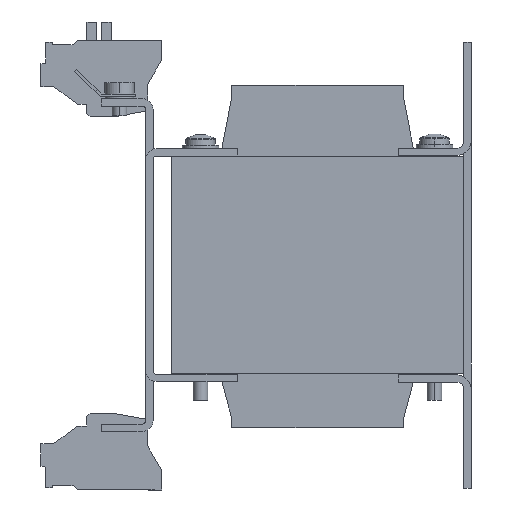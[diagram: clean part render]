
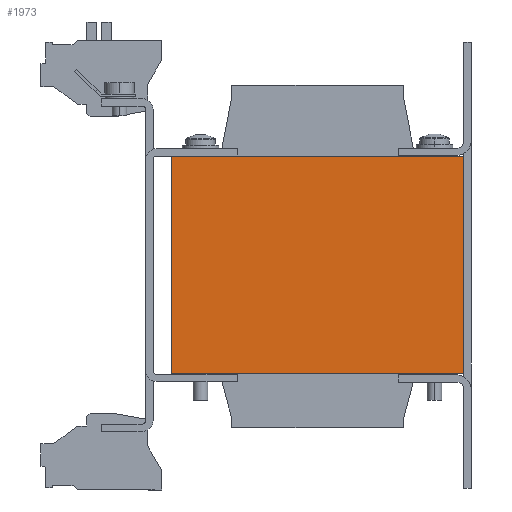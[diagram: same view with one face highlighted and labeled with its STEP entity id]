
A CAD part, left-side view. The second image highlights one B-rep face of the part: STEP entity #1973.
In plain terms, the highlighted planar face has unit normal (-1, 0, 0).
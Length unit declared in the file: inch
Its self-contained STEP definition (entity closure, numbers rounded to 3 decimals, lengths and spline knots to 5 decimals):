
#211 = LINE ( 'NONE', #7101, #6623 ) ;
#328 = ORIENTED_EDGE ( 'NONE', *, *, #10845, .T. ) ;
#768 = VERTEX_POINT ( 'NONE', #878 ) ;
#878 = CARTESIAN_POINT ( 'NONE',  ( -1.88976, -1.5748, -1.17126 ) ) ;
#990 = VECTOR ( 'NONE', #8061, 39.37008 ) ;
#1411 = DIRECTION ( 'NONE',  ( 0., 0., -1. ) ) ;
#1851 = EDGE_CURVE ( 'NONE', #10671, #9926, #211, .T. ) ;
#1963 = EDGE_CURVE ( 'NONE', #768, #9394, #9146, .T. ) ;
#1973 = ADVANCED_FACE ( 'NONE', ( #6553 ), #5717, .F. ) ;
#2155 = CARTESIAN_POINT ( 'NONE',  ( -1.88976, 0., -1.17126 ) ) ;
#2255 = DIRECTION ( 'NONE',  ( 0., 0., 1. ) ) ;
#2622 = DIRECTION ( 'NONE',  ( 0., -1., 0. ) ) ;
#2928 = DIRECTION ( 'NONE',  ( 0., 0., 1. ) ) ;
#4738 = LINE ( 'NONE', #2155, #990 ) ;
#4772 = CARTESIAN_POINT ( 'NONE',  ( -1.88976, 0., 1.17126 ) ) ;
#5247 = CARTESIAN_POINT ( 'NONE',  ( -1.88976, 0., 1.17126 ) ) ;
#5717 = PLANE ( 'NONE',  #7146 ) ;
#6061 = EDGE_LOOP ( 'NONE', ( #6751, #7065, #6291, #328 ) ) ;
#6291 = ORIENTED_EDGE ( 'NONE', *, *, #1851, .F. ) ;
#6553 = FACE_OUTER_BOUND ( 'NONE', #6061, .T. ) ;
#6623 = VECTOR ( 'NONE', #2928, 39.37008 ) ;
#6751 = ORIENTED_EDGE ( 'NONE', *, *, #1963, .T. ) ;
#6961 = VECTOR ( 'NONE', #2255, 39.37008 ) ;
#7013 = LINE ( 'NONE', #5247, #9679 ) ;
#7065 = ORIENTED_EDGE ( 'NONE', *, *, #10764, .F. ) ;
#7101 = CARTESIAN_POINT ( 'NONE',  ( -1.88976, 1.57484, 1.17126 ) ) ;
#7146 = AXIS2_PLACEMENT_3D ( 'NONE', #4772, #9042, #1411 ) ;
#7678 = CARTESIAN_POINT ( 'NONE',  ( -1.88976, 1.57484, -1.17126 ) ) ;
#8061 = DIRECTION ( 'NONE',  ( 0., -1., 0. ) ) ;
#8761 = CARTESIAN_POINT ( 'NONE',  ( -1.88976, 1.57484, 1.17126 ) ) ;
#9042 = DIRECTION ( 'NONE',  ( 1., 0., 0. ) ) ;
#9146 = LINE ( 'NONE', #9877, #6961 ) ;
#9394 = VERTEX_POINT ( 'NONE', #10787 ) ;
#9679 = VECTOR ( 'NONE', #2622, 39.37008 ) ;
#9877 = CARTESIAN_POINT ( 'NONE',  ( -1.88976, -1.5748, 1.17126 ) ) ;
#9926 = VERTEX_POINT ( 'NONE', #8761 ) ;
#10671 = VERTEX_POINT ( 'NONE', #7678 ) ;
#10764 = EDGE_CURVE ( 'NONE', #9926, #9394, #7013, .T. ) ;
#10787 = CARTESIAN_POINT ( 'NONE',  ( -1.88976, -1.5748, 1.17126 ) ) ;
#10845 = EDGE_CURVE ( 'NONE', #10671, #768, #4738, .T. ) ;
